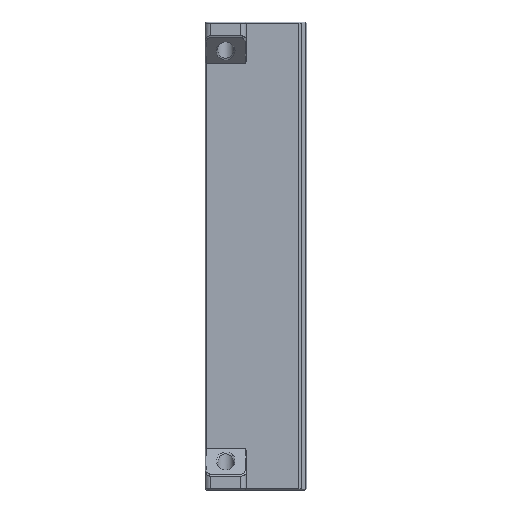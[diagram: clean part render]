
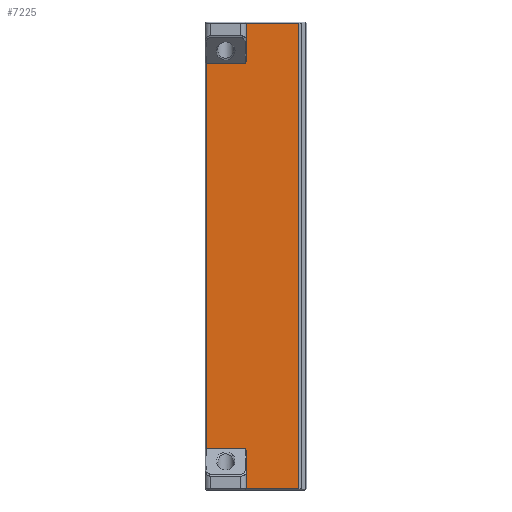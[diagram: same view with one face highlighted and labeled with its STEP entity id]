
A CAD part, top view. The second image highlights one B-rep face of the part: STEP entity #7225.
In plain terms, the highlighted planar face has unit normal (0, 0, 1).
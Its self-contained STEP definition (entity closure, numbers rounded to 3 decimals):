
#569=FACE_OUTER_BOUND('',#952,.T.);
#952=EDGE_LOOP('',(#4926,#4927,#4928,#4929,#4930,#4931,#4932,#4933,#4934,
#4935));
#1421=LINE('',#10611,#2219);
#1431=LINE('',#10710,#2229);
#1432=LINE('',#10713,#2230);
#1433=LINE('',#10715,#2231);
#1434=LINE('',#10716,#2232);
#1435=LINE('',#10718,#2233);
#1436=LINE('',#10719,#2234);
#1437=LINE('',#10721,#2235);
#1438=LINE('',#10723,#2236);
#1439=LINE('',#10724,#2237);
#2219=VECTOR('',#8355,10.);
#2229=VECTOR('',#8377,10.);
#2230=VECTOR('',#8380,10.);
#2231=VECTOR('',#8381,10.);
#2232=VECTOR('',#8382,10.);
#2233=VECTOR('',#8383,10.);
#2234=VECTOR('',#8384,10.);
#2235=VECTOR('',#8385,10.);
#2236=VECTOR('',#8386,10.);
#2237=VECTOR('',#8387,10.);
#2987=VERTEX_POINT('',#10405);
#2994=VERTEX_POINT('',#10427);
#3012=VERTEX_POINT('',#10603);
#3013=VERTEX_POINT('',#10607);
#3022=VERTEX_POINT('',#10708);
#3023=VERTEX_POINT('',#10712);
#3024=VERTEX_POINT('',#10714);
#3025=VERTEX_POINT('',#10717);
#3026=VERTEX_POINT('',#10720);
#3027=VERTEX_POINT('',#10722);
#3759=EDGE_CURVE('',#3013,#3012,#1421,.T.);
#3775=EDGE_CURVE('',#2994,#3022,#1431,.T.);
#3776=EDGE_CURVE('',#3023,#3012,#1432,.T.);
#3777=EDGE_CURVE('',#3024,#3023,#1433,.T.);
#3778=EDGE_CURVE('',#2987,#3024,#1434,.T.);
#3779=EDGE_CURVE('',#2987,#3025,#1435,.T.);
#3780=EDGE_CURVE('',#3025,#2994,#1436,.T.);
#3781=EDGE_CURVE('',#3022,#3026,#1437,.T.);
#3782=EDGE_CURVE('',#3026,#3027,#1438,.T.);
#3783=EDGE_CURVE('',#3013,#3027,#1439,.T.);
#4926=ORIENTED_EDGE('',*,*,#3776,.F.);
#4927=ORIENTED_EDGE('',*,*,#3777,.F.);
#4928=ORIENTED_EDGE('',*,*,#3778,.F.);
#4929=ORIENTED_EDGE('',*,*,#3779,.T.);
#4930=ORIENTED_EDGE('',*,*,#3780,.T.);
#4931=ORIENTED_EDGE('',*,*,#3775,.T.);
#4932=ORIENTED_EDGE('',*,*,#3781,.T.);
#4933=ORIENTED_EDGE('',*,*,#3782,.T.);
#4934=ORIENTED_EDGE('',*,*,#3783,.F.);
#4935=ORIENTED_EDGE('',*,*,#3759,.T.);
#6979=PLANE('',#7627);
#7225=ADVANCED_FACE('',(#569),#6979,.F.);
#7627=AXIS2_PLACEMENT_3D('',#10711,#8378,#8379);
#8355=DIRECTION('',(0.,-1.,0.));
#8377=DIRECTION('',(-1.,0.,0.));
#8378=DIRECTION('center_axis',(0.,0.,-1.));
#8379=DIRECTION('ref_axis',(-1.,0.,0.));
#8380=DIRECTION('',(-1.,0.,0.));
#8381=DIRECTION('',(-0.577,0.816,0.));
#8382=DIRECTION('',(0.,1.,0.));
#8383=DIRECTION('',(1.,0.,0.));
#8384=DIRECTION('',(0.,1.,0.));
#8385=DIRECTION('',(0.,-1.,0.));
#8386=DIRECTION('',(-0.577,-0.816,0.));
#8387=DIRECTION('',(1.,0.,0.));
#10405=CARTESIAN_POINT('',(15.,0.4,3.));
#10427=CARTESIAN_POINT('',(34.,169.6,3.));
#10603=CARTESIAN_POINT('',(0.4,15.,3.));
#10607=CARTESIAN_POINT('',(0.4,155.,3.));
#10611=CARTESIAN_POINT('',(0.4,42.5,3.));
#10708=CARTESIAN_POINT('',(15.,169.6,3.));
#10710=CARTESIAN_POINT('',(9.25,169.6,3.));
#10711=CARTESIAN_POINT('Origin',(18.5,85.,3.));
#10712=CARTESIAN_POINT('',(14.6,15.,3.));
#10713=CARTESIAN_POINT('',(8.375,15.,3.));
#10714=CARTESIAN_POINT('',(15.,14.434,3.));
#10715=CARTESIAN_POINT('',(-9.786,49.486,3.));
#10716=CARTESIAN_POINT('',(15.,127.5,3.));
#10717=CARTESIAN_POINT('',(34.,0.4,3.));
#10718=CARTESIAN_POINT('',(27.75,0.4,3.));
#10719=CARTESIAN_POINT('',(34.,127.5,3.));
#10720=CARTESIAN_POINT('',(15.,155.566,3.));
#10721=CARTESIAN_POINT('',(15.,127.5,3.));
#10722=CARTESIAN_POINT('',(14.6,155.,3.));
#10723=CARTESIAN_POINT('',(0.408,134.93,3.));
#10724=CARTESIAN_POINT('',(17.625,155.,3.));
